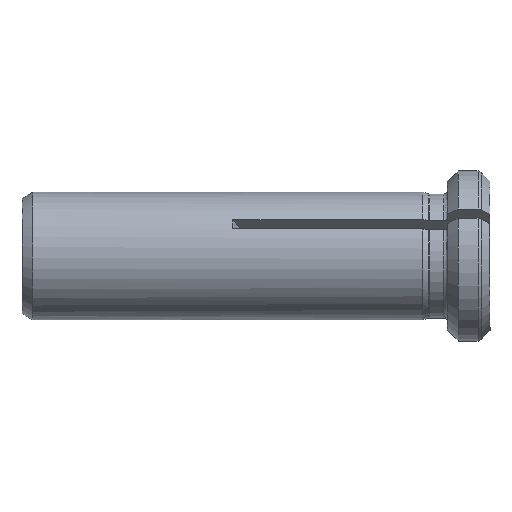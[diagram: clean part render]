
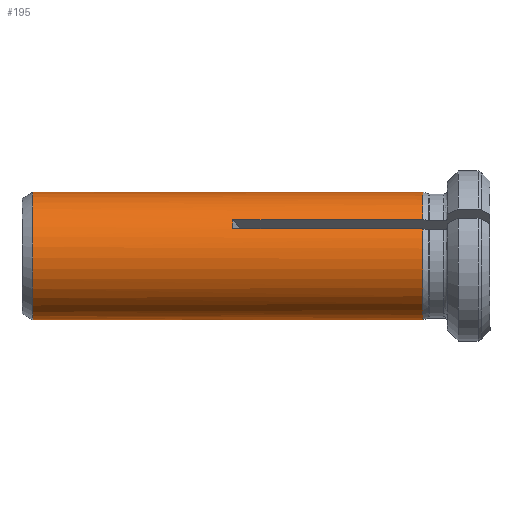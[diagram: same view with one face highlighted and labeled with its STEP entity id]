
A CAD part, front view. The second image highlights one B-rep face of the part: STEP entity #195.
In plain terms, the highlighted cylindrical face has radius 6 mm (diameter 12 mm), a full revolution.
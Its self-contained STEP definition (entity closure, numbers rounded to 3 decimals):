
#195=ADVANCED_FACE( '', ( #416, #417 ), #418, .T. );
#416=FACE_OUTER_BOUND( '', #653, .T. );
#417=FACE_OUTER_BOUND( '', #654, .T. );
#418=CYLINDRICAL_SURFACE( '', #655, 6. );
#653=EDGE_LOOP( '', ( #1217 ) );
#654=EDGE_LOOP( '', ( #1218, #1219, #1220, #1221, #1222, #1223, #1224, #1225, #1226, #1227, #1228, #1229 ) );
#655=AXIS2_PLACEMENT_3D( '', #1230, #1231, #1232 );
#1217=ORIENTED_EDGE( '', *, *, #1664, .T. );
#1218=ORIENTED_EDGE( '', *, *, #1584, .F. );
#1219=ORIENTED_EDGE( '', *, *, #1665, .T. );
#1220=ORIENTED_EDGE( '', *, *, #1427, .T. );
#1221=ORIENTED_EDGE( '', *, *, #1666, .F. );
#1222=ORIENTED_EDGE( '', *, *, #1591, .F. );
#1223=ORIENTED_EDGE( '', *, *, #1640, .T. );
#1224=ORIENTED_EDGE( '', *, *, #1667, .T. );
#1225=ORIENTED_EDGE( '', *, *, #1545, .F. );
#1226=ORIENTED_EDGE( '', *, *, #1484, .F. );
#1227=ORIENTED_EDGE( '', *, *, #1617, .T. );
#1228=ORIENTED_EDGE( '', *, *, #1567, .T. );
#1229=ORIENTED_EDGE( '', *, *, #1524, .F. );
#1230=CARTESIAN_POINT( '', ( -60., 0., 0. ) );
#1231=DIRECTION( '', ( 1., 0., 0. ) );
#1232=DIRECTION( '', ( 0., 0., 1. ) );
#1427=EDGE_CURVE( '', #1705, #1709, #1711, .T. );
#1484=EDGE_CURVE( '', #1814, #1816, #1817, .F. );
#1524=EDGE_CURVE( '', #1879, #1881, #1882, .F. );
#1545=EDGE_CURVE( '', #1816, #1915, #1916, .F. );
#1567=EDGE_CURVE( '', #1950, #1881, #1951, .T. );
#1584=EDGE_CURVE( '', #1976, #1879, #1978, .F. );
#1591=EDGE_CURVE( '', #1986, #1988, #1989, .F. );
#1617=EDGE_CURVE( '', #1814, #1950, #2023, .F. );
#1640=EDGE_CURVE( '', #1986, #2051, #2053, .F. );
#1664=EDGE_CURVE( '', #2082, #2082, #2083, .T. );
#1665=EDGE_CURVE( '', #1976, #1705, #2084, .F. );
#1666=EDGE_CURVE( '', #1988, #1709, #2085, .F. );
#1667=EDGE_CURVE( '', #2051, #1915, #2086, .T. );
#1705=VERTEX_POINT( '', #2128 );
#1709=VERTEX_POINT( '', #2135 );
#1711=CIRCLE( '', #2143, 6. );
#1814=VERTEX_POINT( '', #2281 );
#1816=VERTEX_POINT( '', #2284 );
#1817=ELLIPSE( '', #2285, 6.385, 6. );
#1879=VERTEX_POINT( '', #2389 );
#1881=VERTEX_POINT( '', #2392 );
#1882=LINE( '', #2393, #2394 );
#1915=VERTEX_POINT( '', #2463 );
#1916=LINE( '', #2464, #2465 );
#1950=VERTEX_POINT( '', #2523 );
#1951=CIRCLE( '', #2524, 6. );
#1976=VERTEX_POINT( '', #2560 );
#1978=ELLIPSE( '', #2563, 6.385, 6. );
#1986=VERTEX_POINT( '', #2577 );
#1988=VERTEX_POINT( '', #2580 );
#1989=ELLIPSE( '', #2581, 6.385, 6. );
#2023=LINE( '', #2653, #2654 );
#2051=VERTEX_POINT( '', #2716 );
#2053=LINE( '', #2724, #2725 );
#2082=VERTEX_POINT( '', #2765 );
#2083=CIRCLE( '', #2766, 6. );
#2084=LINE( '', #2767, #2768 );
#2085=LINE( '', #2769, #2770 );
#2086=CIRCLE( '', #2771, 6. );
#2128=CARTESIAN_POINT( '', ( -6.313, 5.428, 2.557 ) );
#2135=CARTESIAN_POINT( '', ( -6.313, 0.5, -5.979 ) );
#2143=AXIS2_PLACEMENT_3D( '', #2850, #2851, #2852 );
#2281=CARTESIAN_POINT( '', ( -24.176, -4.928, 3.423 ) );
#2284=CARTESIAN_POINT( '', ( -24.176, -5.428, 2.557 ) );
#2285=AXIS2_PLACEMENT_3D( '', #2946, #2947, #2948 );
#2389=CARTESIAN_POINT( '', ( -24.176, 4.928, 3.423 ) );
#2392=CARTESIAN_POINT( '', ( -6.313, 4.928, 3.423 ) );
#2393=CARTESIAN_POINT( '', ( -60., 4.928, 3.423 ) );
#2394=VECTOR( '', #2995, 1000. );
#2463=CARTESIAN_POINT( '', ( -6.313, -5.428, 2.557 ) );
#2464=CARTESIAN_POINT( '', ( -60., -5.428, 2.557 ) );
#2465=VECTOR( '', #3009, 1000. );
#2523=CARTESIAN_POINT( '', ( -6.313, -4.928, 3.423 ) );
#2524=AXIS2_PLACEMENT_3D( '', #3035, #3036, #3037 );
#2560=CARTESIAN_POINT( '', ( -24.176, 5.428, 2.557 ) );
#2563=AXIS2_PLACEMENT_3D( '', #3059, #3060, #3061 );
#2577=CARTESIAN_POINT( '', ( -24.176, -0.5, -5.979 ) );
#2580=CARTESIAN_POINT( '', ( -24.176, 0.5, -5.979 ) );
#2581=AXIS2_PLACEMENT_3D( '', #3066, #3067, #3068 );
#2653=CARTESIAN_POINT( '', ( -60., -4.928, 3.423 ) );
#2654=VECTOR( '', #3086, 1000. );
#2716=CARTESIAN_POINT( '', ( -6.313, -0.5, -5.979 ) );
#2724=CARTESIAN_POINT( '', ( -60., -0.5, -5.979 ) );
#2725=VECTOR( '', #3100, 1000. );
#2765=CARTESIAN_POINT( '', ( -42.987, 0., -6. ) );
#2766=AXIS2_PLACEMENT_3D( '', #3128, #3129, #3130 );
#2767=CARTESIAN_POINT( '', ( -60., 5.428, 2.557 ) );
#2768=VECTOR( '', #3131, 1000. );
#2769=CARTESIAN_POINT( '', ( -60., 0.5, -5.979 ) );
#2770=VECTOR( '', #3132, 1000. );
#2771=AXIS2_PLACEMENT_3D( '', #3133, #3134, #3135 );
#2850=CARTESIAN_POINT( '', ( -6.313, 0., 0. ) );
#2851=DIRECTION( '', ( -1., 0., 0. ) );
#2852=DIRECTION( '', ( 0., 0., 1. ) );
#2946=CARTESIAN_POINT( '', ( -22., 0., 0. ) );
#2947=DIRECTION( '', ( -0.94, 0.296, -0.171 ) );
#2948=DIRECTION( '', ( -0.342, -0.814, 0.47 ) );
#2995=DIRECTION( '', ( -1., 0., 0. ) );
#3009=DIRECTION( '', ( -1., 0., 0. ) );
#3035=CARTESIAN_POINT( '', ( -6.313, 0., 0. ) );
#3036=DIRECTION( '', ( -1., 0., 0. ) );
#3037=DIRECTION( '', ( 0., 0., 1. ) );
#3059=CARTESIAN_POINT( '', ( -22., 0., 0. ) );
#3060=DIRECTION( '', ( -0.94, -0.296, -0.171 ) );
#3061=DIRECTION( '', ( -0.342, 0.814, 0.47 ) );
#3066=CARTESIAN_POINT( '', ( -22., 0., 0. ) );
#3067=DIRECTION( '', ( -0.94, 0., 0.342 ) );
#3068=DIRECTION( '', ( -0.342, 0., -0.94 ) );
#3086=DIRECTION( '', ( -1., 0., 0. ) );
#3100=DIRECTION( '', ( -1., 0., 0. ) );
#3128=CARTESIAN_POINT( '', ( -42.987, 0., 0. ) );
#3129=DIRECTION( '', ( 1., 0., 0. ) );
#3130=DIRECTION( '', ( 0., 0., -1. ) );
#3131=DIRECTION( '', ( -1., 0., 0. ) );
#3132=DIRECTION( '', ( -1., 0., 0. ) );
#3133=CARTESIAN_POINT( '', ( -6.313, 0., 0. ) );
#3134=DIRECTION( '', ( -1., 0., 0. ) );
#3135=DIRECTION( '', ( 0., 0., 1. ) );
